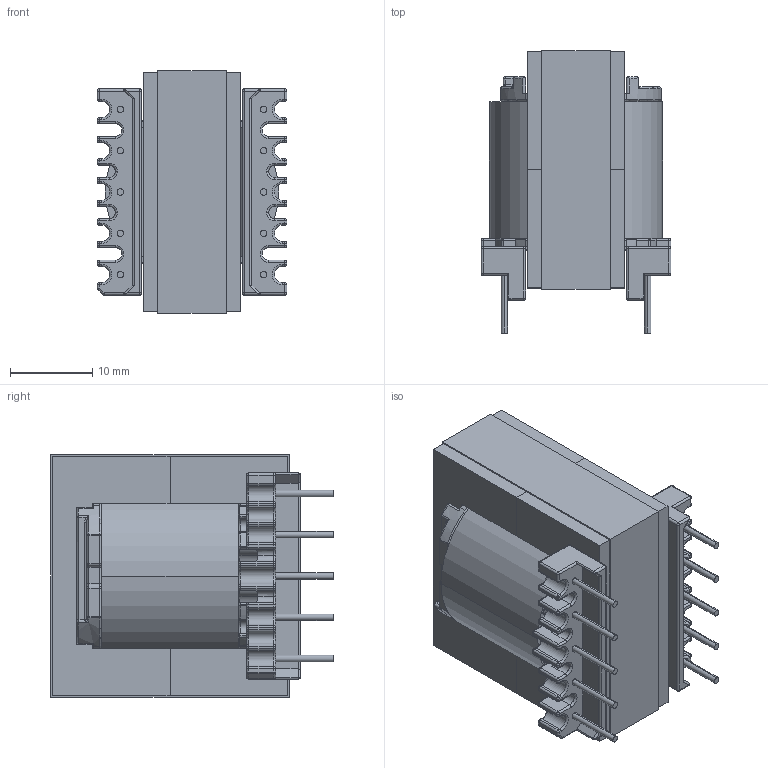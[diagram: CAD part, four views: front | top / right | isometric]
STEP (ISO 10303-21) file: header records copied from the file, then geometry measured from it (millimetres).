
FILE_DESCRIPTION (( 'STEP AP214' ), '1' );
FILE_NAME ('ER28-14_5576.STEP', '2019-01-31T20:53:23', ( '' ), ( '' ), 'SwSTEP 2.0', 'SolidWorks 2017', '' );
FILE_SCHEMA (( 'AUTOMOTIVE_DESIGN' ));
Length unit declared in the file: millimetre
Products named in the file (5): 440-9991-2670; 150-2670_6A; 070-5576_coil; 070-5576_6A; ER28-14_5576
Assembly tree (5 placements, depth 2):
  ER28-14_5576
    070-5576_6A
    070-5576_coil
    150-2670_6A  x2
    440-9991-2670
Bounding box: 23.02 x 34.25 x 29.42 mm (x, y, z)
Volume: 12929.6 mm3; surface area: 12005.8 mm2
Topology: 5 solids, 5 shells, 706 faces, 1688 edges, 886 vertices
Faces by surface type: cylinder 348, plane 156, sphere 114, torus 73, bspline 15
Entity records: 19869 total; most frequent: CARTESIAN_POINT 3938, DIRECTION 3530, ORIENTED_EDGE 3076, EDGE_CURVE 1538, AXIS2_PLACEMENT_3D 1412, VERTEX_POINT 866, CIRCLE 726, EDGE_LOOP 712
